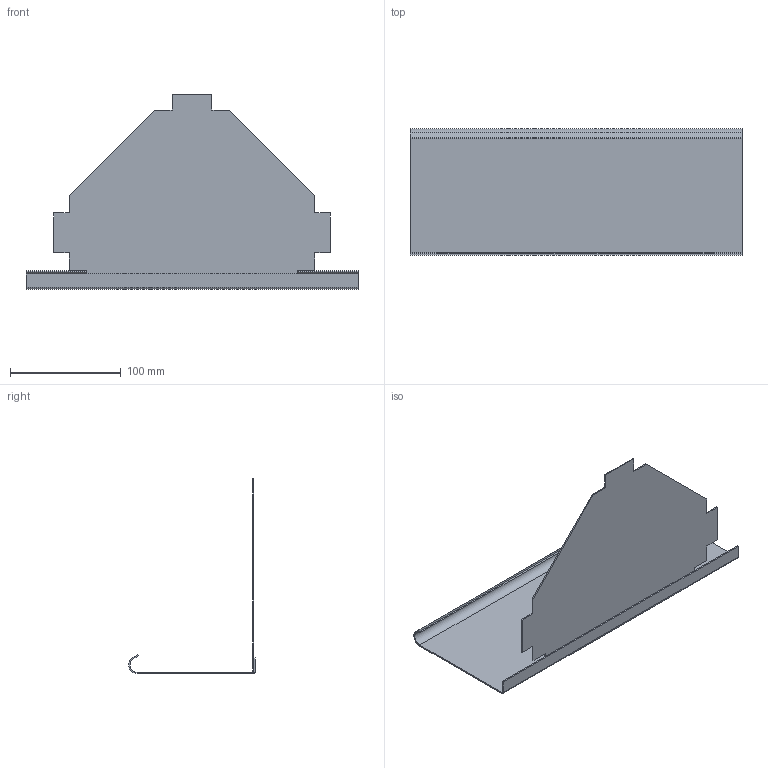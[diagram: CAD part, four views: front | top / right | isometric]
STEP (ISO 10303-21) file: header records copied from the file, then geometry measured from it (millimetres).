
FILE_DESCRIPTION (( 'STEP AP214' ), '1' );
FILE_NAME ('7003633_KSTP1.stp', '2018-06-04T12:47:02', ( '' ), ( '' ), 'SwSTEP 2.0', 'SolidWorks 2016', '' );
FILE_SCHEMA (( 'AUTOMOTIVE_DESIGN' ));
Length unit declared in the file: millimetre
Products named in the file (3): 7003633_KSTP1; KTS 06.157-023_Aussenholm 110 L300 NB100; KTS 06.122-017_Standard
Assembly tree (2 placements, depth 2):
  7003633_KSTP1
    KTS 06.122-017_Standard
    KTS 06.157-023_Aussenholm 110 L300 NB100
Bounding box: 300 x 114.5 x 176.19 mm (x, y, z)
Volume: 84045.5 mm3; surface area: 148586 mm2
Topology: 2 solids, 2 shells, 46 faces, 110 edges, 68 vertices
Faces by surface type: plane 42, cylinder 4
Entity records: 1404 total; most frequent: CARTESIAN_POINT 229, DIRECTION 220, ORIENTED_EDGE 220, EDGE_CURVE 110, LINE 102, VECTOR 102, VERTEX_POINT 68, AXIS2_PLACEMENT_3D 59
